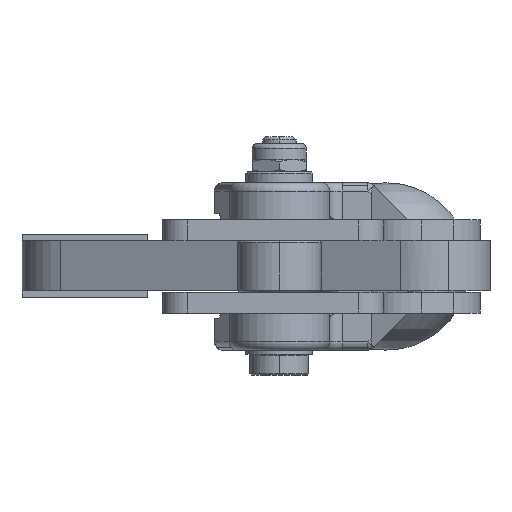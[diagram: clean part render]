
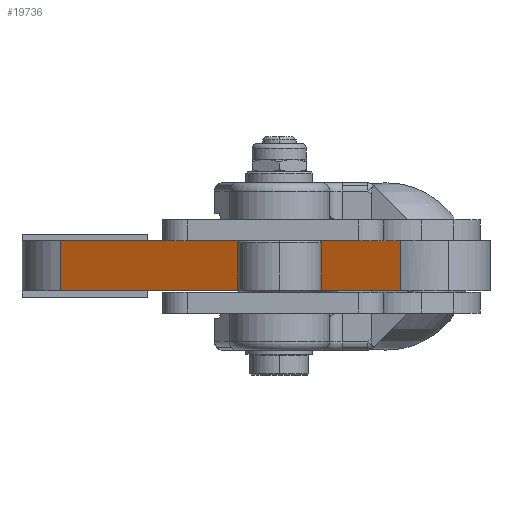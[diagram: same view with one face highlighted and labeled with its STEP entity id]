
A CAD part, front view. The second image highlights one B-rep face of the part: STEP entity #19736.
In plain terms, the highlighted planar face has unit normal (-0.423, -0.906, 0).
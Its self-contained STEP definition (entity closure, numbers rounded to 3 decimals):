
#15422=CARTESIAN_POINT('',(48.2,197.982,0.));
#15423=VERTEX_POINT('',#15422);
#19052=CARTESIAN_POINT('',(105.248,171.38,0.));
#19053=VERTEX_POINT('',#19052);
#19054=CARTESIAN_POINT('',(48.2,197.982,0.));
#19055=DIRECTION('',(0.906,-0.423,0.0));
#19056=VECTOR('',#19055,62.946);
#19057=LINE('',#19054,#19056);
#19058=EDGE_CURVE('',#15423,#19053,#19057,.T.);
#19260=CARTESIAN_POINT('',(105.248,171.38,-12.));
#19261=VERTEX_POINT('',#19260);
#19262=CARTESIAN_POINT('',(105.248,171.38,0.));
#19263=DIRECTION('',(0.0,0.0,-1.0));
#19264=VECTOR('',#19263,12.);
#19265=LINE('',#19262,#19264);
#19266=EDGE_CURVE('',#19053,#19261,#19265,.T.);
#19648=CARTESIAN_POINT('',(23.938,209.295,-12.));
#19649=VERTEX_POINT('',#19648);
#19665=CARTESIAN_POINT('',(105.248,171.38,-12.));
#19666=DIRECTION('',(-0.906,0.423,0.0));
#19667=VECTOR('',#19666,89.716);
#19668=LINE('',#19665,#19667);
#19669=EDGE_CURVE('',#19261,#19649,#19668,.T.);
#19712=CARTESIAN_POINT('',(118.843,165.04,-12.));
#19713=DIRECTION('',(-0.423,-0.906,0.));
#19714=DIRECTION('',(0.0,0.0,-1.0));
#19715=AXIS2_PLACEMENT_3D('',#19712,#19713,#19714);
#19716=PLANE('',#19715);
#19717=CARTESIAN_POINT('',(23.938,209.295,0.));
#19718=VERTEX_POINT('',#19717);
#19719=CARTESIAN_POINT('',(23.938,209.295,-12.));
#19720=DIRECTION('',(0.0,0.0,1.0));
#19721=VECTOR('',#19720,12.);
#19722=LINE('',#19719,#19721);
#19723=EDGE_CURVE('',#19649,#19718,#19722,.T.);
#19724=ORIENTED_EDGE('',*,*,#19723,.F.);
#19725=ORIENTED_EDGE('',*,*,#19669,.F.);
#19726=ORIENTED_EDGE('',*,*,#19266,.F.);
#19727=ORIENTED_EDGE('',*,*,#19058,.F.);
#19728=CARTESIAN_POINT('',(48.2,197.982,0.));
#19729=DIRECTION('',(-0.906,0.423,0.0));
#19730=VECTOR('',#19729,26.77);
#19731=LINE('',#19728,#19730);
#19732=EDGE_CURVE('',#15423,#19718,#19731,.T.);
#19733=ORIENTED_EDGE('',*,*,#19732,.T.);
#19734=EDGE_LOOP('',(#19724,#19725,#19726,#19727,#19733));
#19735=FACE_OUTER_BOUND('',#19734,.T.);
#19736=ADVANCED_FACE('',(#19735),#19716,.T.);
